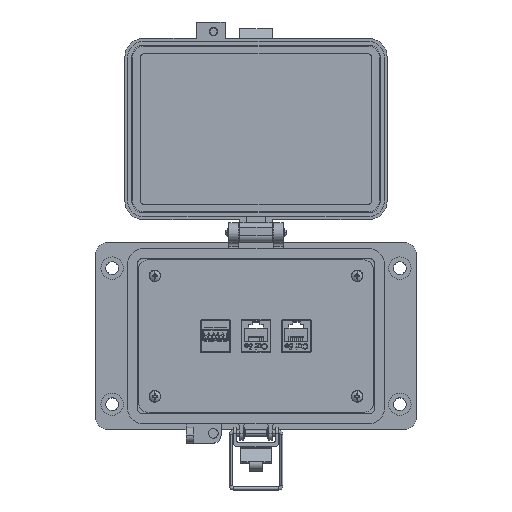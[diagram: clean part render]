
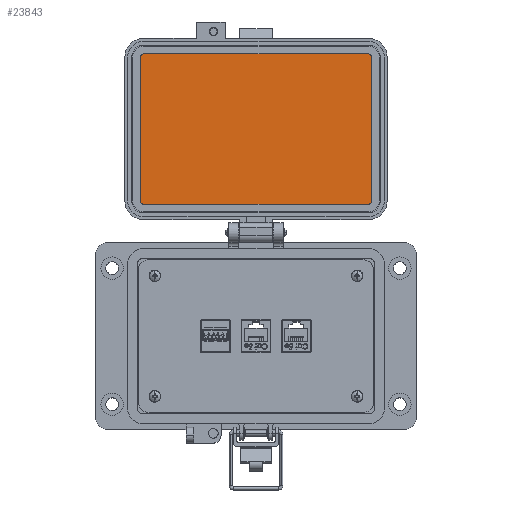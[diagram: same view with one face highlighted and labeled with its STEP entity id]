
A CAD part, top view. The second image highlights one B-rep face of the part: STEP entity #23843.
In plain terms, the highlighted planar face has unit normal (0, 0, 1).
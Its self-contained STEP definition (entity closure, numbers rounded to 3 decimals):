
#686 = VERTEX_POINT ( 'NONE', #50664 ) ;
#2719 = VERTEX_POINT ( 'NONE', #41342 ) ;
#3015 = CARTESIAN_POINT ( 'NONE',  ( 57.717, 145.119, 8.694 ) ) ;
#3513 = DIRECTION ( 'NONE',  ( 0., 0., -1. ) ) ;
#4961 = EDGE_CURVE ( 'NONE', #40036, #686, #61930, .T. ) ;
#5488 = CARTESIAN_POINT ( 'NONE',  ( -59.505, 143.334, 8.694 ) ) ;
#5671 = ORIENTED_EDGE ( 'NONE', *, *, #51514, .F. ) ;
#7059 = CARTESIAN_POINT ( 'NONE',  ( -57.72, 143.334, 8.694 ) ) ;
#10131 = LINE ( 'NONE', #3015, #81523 ) ;
#10392 = DIRECTION ( 'NONE',  ( 0., 0., 1. ) ) ;
#11707 = EDGE_LOOP ( 'NONE', ( #25651, #14544, #5671, #26174, #35028, #13653, #61600, #68015 ) ) ;
#13653 = ORIENTED_EDGE ( 'NONE', *, *, #38816, .F. ) ;
#14544 = ORIENTED_EDGE ( 'NONE', *, *, #20795, .F. ) ;
#16917 = DIRECTION ( 'NONE',  ( 0., -1., 0. ) ) ;
#17622 = CARTESIAN_POINT ( 'NONE',  ( 59.502, 69.55, 8.694 ) ) ;
#17916 = VECTOR ( 'NONE', #22660, 1000. ) ;
#18305 = CARTESIAN_POINT ( 'NONE',  ( -57.72, 145.119, 8.694 ) ) ;
#18699 = DIRECTION ( 'NONE',  ( 0., 0., -1. ) ) ;
#20114 = AXIS2_PLACEMENT_3D ( 'NONE', #50895, #18699, #75985 ) ;
#20440 = DIRECTION ( 'NONE',  ( 0., -1., 0. ) ) ;
#20795 = EDGE_CURVE ( 'NONE', #27098, #63067, #72847, .T. ) ;
#22660 = DIRECTION ( 'NONE',  ( 0., -1., 0. ) ) ;
#23464 = CARTESIAN_POINT ( 'NONE',  ( -57.72, 67.765, 8.694 ) ) ;
#23843 = ADVANCED_FACE ( 'NONE', ( #48043 ), #48459, .T. ) ;
#23896 = LINE ( 'NONE', #17622, #17916 ) ;
#23904 = DIRECTION ( 'NONE',  ( 1., 0., 0. ) ) ;
#24034 = VERTEX_POINT ( 'NONE', #18305 ) ;
#25651 = ORIENTED_EDGE ( 'NONE', *, *, #48529, .F. ) ;
#25878 = EDGE_CURVE ( 'NONE', #63977, #40036, #57819, .T. ) ;
#25959 = CARTESIAN_POINT ( 'NONE',  ( 59.502, 69.55, 8.694 ) ) ;
#26174 = ORIENTED_EDGE ( 'NONE', *, *, #4961, .F. ) ;
#27098 = VERTEX_POINT ( 'NONE', #48964 ) ;
#27210 = AXIS2_PLACEMENT_3D ( 'NONE', #68394, #42518, #67993 ) ;
#29655 = VECTOR ( 'NONE', #35603, 1000. ) ;
#32966 = DIRECTION ( 'NONE',  ( 0., 0., -1. ) ) ;
#35028 = ORIENTED_EDGE ( 'NONE', *, *, #25878, .F. ) ;
#35603 = DIRECTION ( 'NONE',  ( -1., 0., 0. ) ) ;
#38816 = EDGE_CURVE ( 'NONE', #62833, #63977, #23896, .T. ) ;
#40036 = VERTEX_POINT ( 'NONE', #66036 ) ;
#40299 = VECTOR ( 'NONE', #41075, 1000. ) ;
#41075 = DIRECTION ( 'NONE',  ( 0., 1., 0. ) ) ;
#41342 = CARTESIAN_POINT ( 'NONE',  ( 57.717, 145.119, 8.694 ) ) ;
#41954 = CARTESIAN_POINT ( 'NONE',  ( 59.502, 143.334, 8.694 ) ) ;
#42518 = DIRECTION ( 'NONE',  ( 0., 0., -1. ) ) ;
#43167 = AXIS2_PLACEMENT_3D ( 'NONE', #73357, #3513, #16917 ) ;
#48043 = FACE_OUTER_BOUND ( 'NONE', #11707, .T. ) ;
#48459 = PLANE ( 'NONE',  #77753 ) ;
#48529 = EDGE_CURVE ( 'NONE', #63067, #24034, #61632, .T. ) ;
#48964 = CARTESIAN_POINT ( 'NONE',  ( -59.505, 69.55, 8.694 ) ) ;
#50664 = CARTESIAN_POINT ( 'NONE',  ( -57.72, 67.765, 8.694 ) ) ;
#50895 = CARTESIAN_POINT ( 'NONE',  ( 57.717, 143.334, 8.694 ) ) ;
#51514 = EDGE_CURVE ( 'NONE', #686, #27098, #57857, .T. ) ;
#53477 = CARTESIAN_POINT ( 'NONE',  ( -30.745, 145.119, 8.694 ) ) ;
#56160 = CIRCLE ( 'NONE', #20114, 1.785 ) ;
#57819 = CIRCLE ( 'NONE', #43167, 1.785 ) ;
#57857 = CIRCLE ( 'NONE', #27210, 1.785 ) ;
#61600 = ORIENTED_EDGE ( 'NONE', *, *, #74348, .F. ) ;
#61632 = CIRCLE ( 'NONE', #72316, 1.785 ) ;
#61905 = EDGE_CURVE ( 'NONE', #24034, #2719, #10131, .T. ) ;
#61930 = LINE ( 'NONE', #23464, #29655 ) ;
#62833 = VERTEX_POINT ( 'NONE', #41954 ) ;
#63067 = VERTEX_POINT ( 'NONE', #5488 ) ;
#63977 = VERTEX_POINT ( 'NONE', #25959 ) ;
#66036 = CARTESIAN_POINT ( 'NONE',  ( 57.717, 67.765, 8.694 ) ) ;
#67993 = DIRECTION ( 'NONE',  ( 0., -1., 0. ) ) ;
#68015 = ORIENTED_EDGE ( 'NONE', *, *, #61905, .F. ) ;
#68394 = CARTESIAN_POINT ( 'NONE',  ( -57.72, 69.55, 8.694 ) ) ;
#72316 = AXIS2_PLACEMENT_3D ( 'NONE', #7059, #32966, #20440 ) ;
#72847 = LINE ( 'NONE', #81091, #40299 ) ;
#73357 = CARTESIAN_POINT ( 'NONE',  ( 57.717, 69.55, 8.694 ) ) ;
#73958 = DIRECTION ( 'NONE',  ( 0., -1., 0. ) ) ;
#74348 = EDGE_CURVE ( 'NONE', #2719, #62833, #56160, .T. ) ;
#75985 = DIRECTION ( 'NONE',  ( 0., -1., 0. ) ) ;
#77753 = AXIS2_PLACEMENT_3D ( 'NONE', #53477, #10392, #73958 ) ;
#81091 = CARTESIAN_POINT ( 'NONE',  ( -59.505, 143.334, 8.694 ) ) ;
#81523 = VECTOR ( 'NONE', #23904, 1000. ) ;
